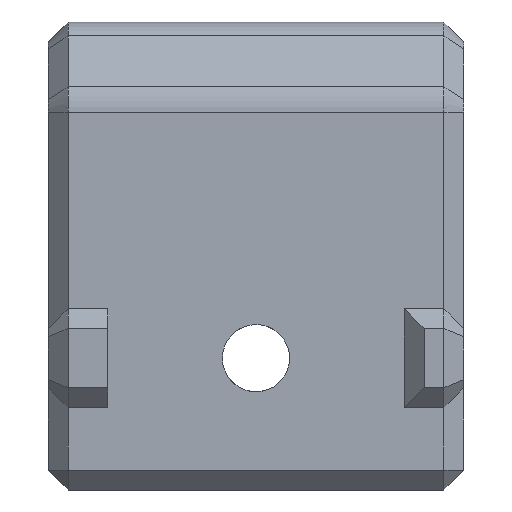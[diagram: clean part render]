
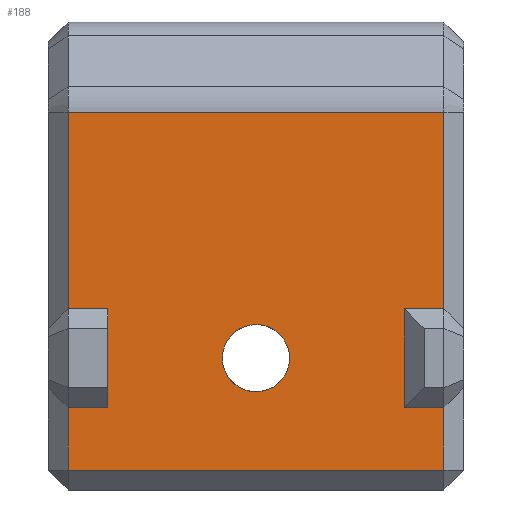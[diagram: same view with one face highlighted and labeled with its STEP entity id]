
A CAD part, front view. The second image highlights one B-rep face of the part: STEP entity #188.
In plain terms, the highlighted planar face has unit normal (0, -1, 0).
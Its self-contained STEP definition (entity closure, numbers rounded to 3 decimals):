
#188=ADVANCED_FACE('',(#812,#814),#816,.T.);
#812=FACE_BOUND('',#813,.T.);
#813=EDGE_LOOP('',(#1290,#1291,#1292,#1293,#1294,#1295,#1296,#1297,#1298,#1299,#1300,
#1301));
#814=FACE_BOUND('',#815,.T.);
#815=EDGE_LOOP('',(#1302));
#816=PLANE('',#817);
#817=AXIS2_PLACEMENT_3D('',#818,#819,#820);
#818=CARTESIAN_POINT('',(-623.,-246.,-16.274));
#819=DIRECTION('',(0.,-1.,0.));
#820=DIRECTION('',(0.,0.,1.));
#1290=ORIENTED_EDGE('',*,*,#1584,.F.);
#1291=ORIENTED_EDGE('',*,*,#1585,.T.);
#1292=ORIENTED_EDGE('',*,*,#1586,.T.);
#1293=ORIENTED_EDGE('',*,*,#1587,.F.);
#1294=ORIENTED_EDGE('',*,*,#1588,.F.);
#1295=ORIENTED_EDGE('',*,*,#1589,.F.);
#1296=ORIENTED_EDGE('',*,*,#1590,.T.);
#1297=ORIENTED_EDGE('',*,*,#1591,.F.);
#1298=ORIENTED_EDGE('',*,*,#1592,.F.);
#1299=ORIENTED_EDGE('',*,*,#1593,.T.);
#1300=ORIENTED_EDGE('',*,*,#1594,.T.);
#1301=ORIENTED_EDGE('',*,*,#1595,.T.);
#1302=ORIENTED_EDGE('',*,*,#1578,.T.);
#1578=EDGE_CURVE('',#1765,#1765,#1766,.F.);
#1584=EDGE_CURVE('',#1777,#1778,#1779,.T.);
#1585=EDGE_CURVE('',#1777,#1780,#1781,.T.);
#1586=EDGE_CURVE('',#1780,#1782,#1783,.T.);
#1587=EDGE_CURVE('',#1784,#1782,#1785,.T.);
#1588=EDGE_CURVE('',#1786,#1784,#1787,.T.);
#1589=EDGE_CURVE('',#1788,#1786,#1789,.F.);
#1590=EDGE_CURVE('',#1788,#1790,#1791,.T.);
#1591=EDGE_CURVE('',#1792,#1790,#1793,.T.);
#1592=EDGE_CURVE('',#1794,#1792,#1795,.T.);
#1593=EDGE_CURVE('',#1794,#1796,#1797,.T.);
#1594=EDGE_CURVE('',#1796,#1798,#1799,.T.);
#1595=EDGE_CURVE('',#1798,#1778,#1800,.F.);
#1765=VERTEX_POINT('',#2107);
#1766=CIRCLE('',#2108,1.7);
#1777=VERTEX_POINT('',#2133);
#1778=VERTEX_POINT('',#2134);
#1779=LINE('',#2135,#2136);
#1780=VERTEX_POINT('',#2138);
#1781=LINE('',#2139,#2140);
#1782=VERTEX_POINT('',#2142);
#1783=LINE('',#2143,#2144);
#1784=VERTEX_POINT('',#2146);
#1785=LINE('',#2147,#2148);
#1786=VERTEX_POINT('',#2150);
#1787=LINE('',#2151,#2152);
#1788=VERTEX_POINT('',#2154);
#1789=LINE('',#2155,#2156);
#1790=VERTEX_POINT('',#2158);
#1791=LINE('',#2159,#2160);
#1792=VERTEX_POINT('',#2162);
#1793=LINE('',#2163,#2164);
#1794=VERTEX_POINT('',#2166);
#1795=LINE('',#2167,#2168);
#1796=VERTEX_POINT('',#2170);
#1797=LINE('',#2171,#2172);
#1798=VERTEX_POINT('',#2174);
#1799=LINE('',#2175,#2176);
#1800=LINE('',#2178,#2179);
#2107=CARTESIAN_POINT('',(-631.98,-246.,-20.164));
#2108=AXIS2_PLACEMENT_3D('',#2109,#2110,#2111);
#2109=CARTESIAN_POINT('',(-630.5,-246.,-21.));
#2110=DIRECTION('',(0.,-1.,0.));
#2111=DIRECTION('',(-0.738,0.,-0.675));
#2133=CARTESIAN_POINT('',(-621.,-246.,-18.5));
#2134=CARTESIAN_POINT('',(-623.,-246.,-18.5));
#2135=CARTESIAN_POINT('',(-621.,-246.,-18.5));
#2136=VECTOR('',#2137,1.);
#2137=DIRECTION('',(-1.,0.,0.));
#2138=CARTESIAN_POINT('',(-621.,-246.,-8.566));
#2139=CARTESIAN_POINT('',(-621.,-246.,-18.5));
#2140=VECTOR('',#2141,1.);
#2141=DIRECTION('',(0.,0.,1.));
#2142=CARTESIAN_POINT('',(-640.,-246.,-8.566));
#2143=CARTESIAN_POINT('',(-621.,-246.,-8.566));
#2144=VECTOR('',#2145,1.);
#2145=DIRECTION('',(-1.,0.,0.));
#2146=CARTESIAN_POINT('',(-640.,-246.,-18.5));
#2147=CARTESIAN_POINT('',(-640.,-246.,-18.5));
#2148=VECTOR('',#2149,1.);
#2149=DIRECTION('',(0.,0.,1.));
#2150=CARTESIAN_POINT('',(-638.,-246.,-18.5));
#2151=CARTESIAN_POINT('',(-638.,-246.,-18.5));
#2152=VECTOR('',#2153,1.);
#2153=DIRECTION('',(-1.,0.,0.));
#2154=CARTESIAN_POINT('',(-638.,-246.,-23.5));
#2155=CARTESIAN_POINT('',(-638.,-246.,-18.5));
#2156=VECTOR('',#2157,1.);
#2157=DIRECTION('',(0.,0.,-1.));
#2158=CARTESIAN_POINT('',(-640.,-246.,-23.5));
#2159=CARTESIAN_POINT('',(-638.,-246.,-23.5));
#2160=VECTOR('',#2161,1.);
#2161=DIRECTION('',(-1.,0.,0.));
#2162=CARTESIAN_POINT('',(-640.,-246.,-26.665));
#2163=CARTESIAN_POINT('',(-640.,-246.,-26.665));
#2164=VECTOR('',#2165,1.);
#2165=DIRECTION('',(0.,0.,1.));
#2166=CARTESIAN_POINT('',(-621.,-246.,-26.665));
#2167=CARTESIAN_POINT('',(-621.,-246.,-26.665));
#2168=VECTOR('',#2169,1.);
#2169=DIRECTION('',(-1.,0.,0.));
#2170=CARTESIAN_POINT('',(-621.,-246.,-23.5));
#2171=CARTESIAN_POINT('',(-621.,-246.,-26.665));
#2172=VECTOR('',#2173,1.);
#2173=DIRECTION('',(0.,0.,1.));
#2174=CARTESIAN_POINT('',(-623.,-246.,-23.5));
#2175=CARTESIAN_POINT('',(-621.,-246.,-23.5));
#2176=VECTOR('',#2177,1.);
#2177=DIRECTION('',(-1.,0.,0.));
#2178=CARTESIAN_POINT('',(-623.,-246.,-18.5));
#2179=VECTOR('',#2180,1.);
#2180=DIRECTION('',(0.,0.,-1.));
